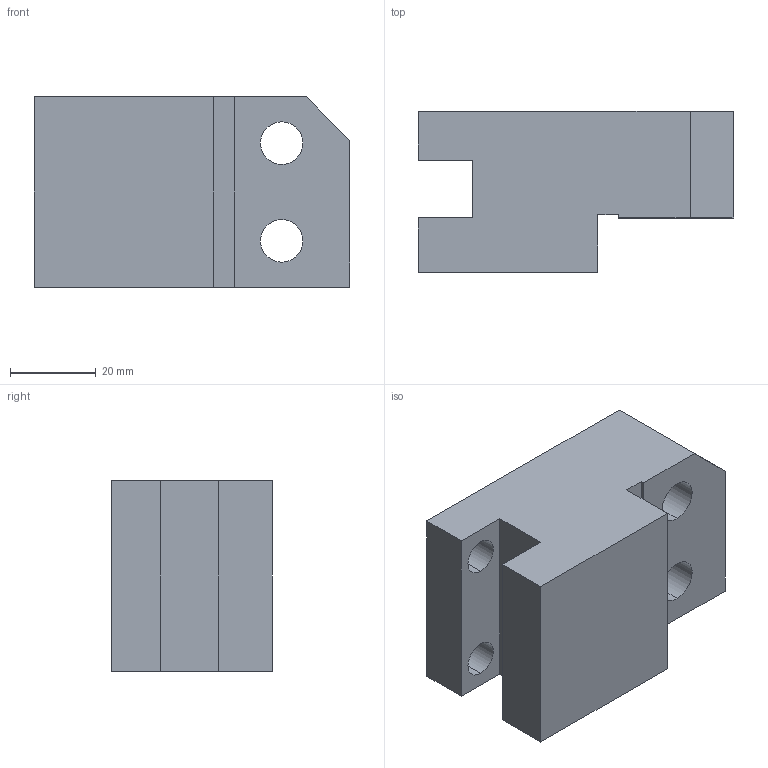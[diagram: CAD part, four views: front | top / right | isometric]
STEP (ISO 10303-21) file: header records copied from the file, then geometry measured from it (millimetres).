
FILE_DESCRIPTION (( 'STEP AP214' ), '1' );
FILE_NAME ('04-1139 & 04-1144.STEP', '2024-08-27T20:38:28', ( '' ), ( '' ), 'SwSTEP 2.0', 'SolidWorks 2022', '' );
FILE_SCHEMA (( 'AUTOMOTIVE_DESIGN' ));
Length unit declared in the file: inch
Products named in the file (1): 04-1139 & 04-1144
Bounding box: 73.66 x 37.59 x 44.45 mm (x, y, z)
Volume: 88775.8 mm3; surface area: 17185.1 mm2
Topology: 1 solids, 1 shells, 29 faces, 75 edges, 50 vertices
Faces by surface type: plane 17, cylinder 12
Entity records: 1001 total; most frequent: DIRECTION 159, CARTESIAN_POINT 155, ORIENTED_EDGE 150, EDGE_CURVE 75, AXIS2_PLACEMENT_3D 54, LINE 51, VECTOR 51, VERTEX_POINT 50
